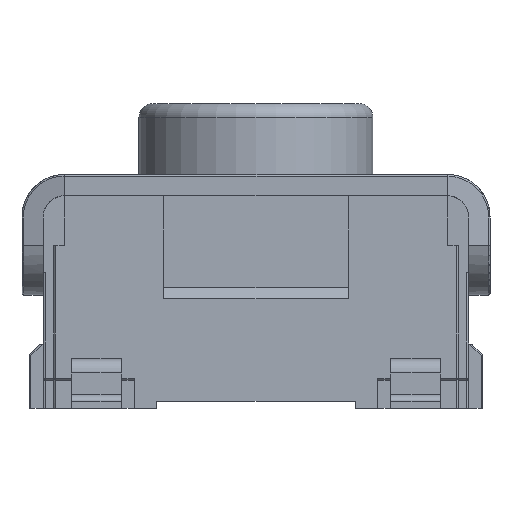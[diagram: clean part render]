
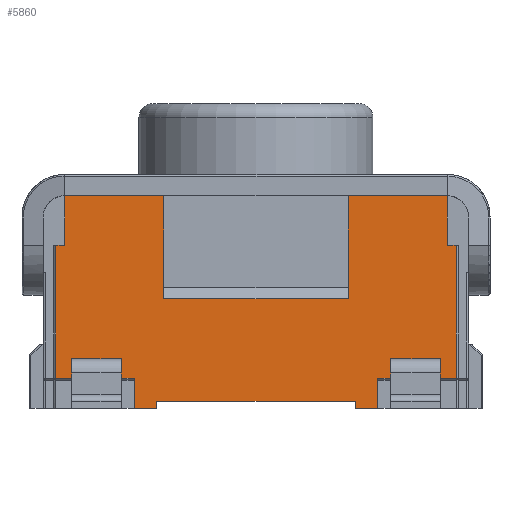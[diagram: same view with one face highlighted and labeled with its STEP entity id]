
A CAD part, left-side view. The second image highlights one B-rep face of the part: STEP entity #5860.
In plain terms, the highlighted planar face has unit normal (-1, 0, 0).
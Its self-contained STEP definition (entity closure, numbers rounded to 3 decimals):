
#17=FACE_BOUND('',#2129,.T.);
#18=FACE_BOUND('',#2130,.T.);
#157=PLANE('',#6363);
#338=LINE('',#8257,#935);
#384=LINE('',#8419,#981);
#387=LINE('',#8426,#984);
#415=LINE('',#8501,#1012);
#483=LINE('',#8721,#1080);
#486=LINE('',#8728,#1083);
#645=LINE('',#9740,#1242);
#698=LINE('',#9855,#1295);
#699=LINE('',#9856,#1296);
#700=LINE('',#9858,#1297);
#701=LINE('',#9860,#1298);
#702=LINE('',#9862,#1299);
#703=LINE('',#9864,#1300);
#704=LINE('',#9866,#1301);
#705=LINE('',#9868,#1302);
#706=LINE('',#9869,#1303);
#707=LINE('',#9870,#1304);
#708=LINE('',#9871,#1305);
#709=LINE('',#9872,#1306);
#710=LINE('',#9873,#1307);
#711=LINE('',#9876,#1308);
#712=LINE('',#9878,#1309);
#713=LINE('',#9880,#1310);
#714=LINE('',#9881,#1311);
#715=LINE('',#9884,#1312);
#716=LINE('',#9886,#1313);
#717=LINE('',#9888,#1314);
#718=LINE('',#9889,#1315);
#935=VECTOR('',#6599,10.);
#981=VECTOR('',#6741,10.);
#984=VECTOR('',#6748,10.);
#1012=VECTOR('',#6818,10.);
#1080=VECTOR('',#6994,10.);
#1083=VECTOR('',#7001,10.);
#1242=VECTOR('',#7532,10.);
#1295=VECTOR('',#7629,10.);
#1296=VECTOR('',#7630,10.);
#1297=VECTOR('',#7631,10.);
#1298=VECTOR('',#7632,10.);
#1299=VECTOR('',#7633,10.);
#1300=VECTOR('',#7634,10.);
#1301=VECTOR('',#7635,10.);
#1302=VECTOR('',#7636,10.);
#1303=VECTOR('',#7637,10.);
#1304=VECTOR('',#7638,10.);
#1305=VECTOR('',#7639,10.);
#1306=VECTOR('',#7640,10.);
#1307=VECTOR('',#7641,10.);
#1308=VECTOR('',#7642,10.);
#1309=VECTOR('',#7643,10.);
#1310=VECTOR('',#7644,10.);
#1311=VECTOR('',#7645,10.);
#1312=VECTOR('',#7646,10.);
#1313=VECTOR('',#7647,10.);
#1314=VECTOR('',#7648,10.);
#1315=VECTOR('',#7649,10.);
#1803=FACE_OUTER_BOUND('',#2128,.T.);
#2128=EDGE_LOOP('',(#4820,#4821,#4822,#4823,#4824,#4825,#4826,#4827,#4828,
#4829,#4830,#4831,#4832,#4833,#4834,#4835,#4836,#4837,#4838,#4839));
#2129=EDGE_LOOP('',(#4840,#4841,#4842,#4843));
#2130=EDGE_LOOP('',(#4844,#4845,#4846,#4847));
#2458=VERTEX_POINT('',#8254);
#2459=VERTEX_POINT('',#8256);
#2501=VERTEX_POINT('',#8412);
#2503=VERTEX_POINT('',#8417);
#2504=VERTEX_POINT('',#8422);
#2530=VERTEX_POINT('',#8498);
#2531=VERTEX_POINT('',#8500);
#2603=VERTEX_POINT('',#8714);
#2605=VERTEX_POINT('',#8719);
#2606=VERTEX_POINT('',#8724);
#2793=VERTEX_POINT('',#9737);
#2794=VERTEX_POINT('',#9739);
#2813=VERTEX_POINT('',#9796);
#2834=VERTEX_POINT('',#9854);
#2835=VERTEX_POINT('',#9857);
#2836=VERTEX_POINT('',#9859);
#2837=VERTEX_POINT('',#9861);
#2838=VERTEX_POINT('',#9863);
#2839=VERTEX_POINT('',#9865);
#2840=VERTEX_POINT('',#9867);
#2841=VERTEX_POINT('',#9874);
#2842=VERTEX_POINT('',#9875);
#2843=VERTEX_POINT('',#9877);
#2844=VERTEX_POINT('',#9879);
#2845=VERTEX_POINT('',#9882);
#2846=VERTEX_POINT('',#9883);
#2847=VERTEX_POINT('',#9885);
#2848=VERTEX_POINT('',#9887);
#3003=EDGE_CURVE('',#2458,#2459,#338,.T.);
#3073=EDGE_CURVE('',#2503,#2501,#384,.T.);
#3077=EDGE_CURVE('',#2501,#2504,#387,.T.);
#3114=EDGE_CURVE('',#2530,#2531,#415,.T.);
#3213=EDGE_CURVE('',#2605,#2603,#483,.T.);
#3217=EDGE_CURVE('',#2603,#2606,#486,.T.);
#3508=EDGE_CURVE('',#2794,#2793,#645,.T.);
#3570=EDGE_CURVE('',#2834,#2503,#698,.T.);
#3571=EDGE_CURVE('',#2834,#2813,#699,.T.);
#3572=EDGE_CURVE('',#2835,#2813,#700,.T.);
#3573=EDGE_CURVE('',#2835,#2836,#701,.T.);
#3574=EDGE_CURVE('',#2837,#2836,#702,.T.);
#3575=EDGE_CURVE('',#2837,#2838,#703,.T.);
#3576=EDGE_CURVE('',#2839,#2838,#704,.T.);
#3577=EDGE_CURVE('',#2839,#2840,#705,.T.);
#3578=EDGE_CURVE('',#2606,#2840,#706,.T.);
#3579=EDGE_CURVE('',#2605,#2531,#707,.T.);
#3580=EDGE_CURVE('',#2530,#2794,#708,.T.);
#3581=EDGE_CURVE('',#2793,#2459,#709,.T.);
#3582=EDGE_CURVE('',#2458,#2504,#710,.T.);
#3583=EDGE_CURVE('',#2841,#2842,#711,.T.);
#3584=EDGE_CURVE('',#2842,#2843,#712,.T.);
#3585=EDGE_CURVE('',#2843,#2844,#713,.T.);
#3586=EDGE_CURVE('',#2844,#2841,#714,.T.);
#3587=EDGE_CURVE('',#2845,#2846,#715,.T.);
#3588=EDGE_CURVE('',#2846,#2847,#716,.T.);
#3589=EDGE_CURVE('',#2847,#2848,#717,.T.);
#3590=EDGE_CURVE('',#2848,#2845,#718,.T.);
#4820=ORIENTED_EDGE('',*,*,#3073,.F.);
#4821=ORIENTED_EDGE('',*,*,#3570,.F.);
#4822=ORIENTED_EDGE('',*,*,#3571,.T.);
#4823=ORIENTED_EDGE('',*,*,#3572,.F.);
#4824=ORIENTED_EDGE('',*,*,#3573,.T.);
#4825=ORIENTED_EDGE('',*,*,#3574,.F.);
#4826=ORIENTED_EDGE('',*,*,#3575,.T.);
#4827=ORIENTED_EDGE('',*,*,#3576,.F.);
#4828=ORIENTED_EDGE('',*,*,#3577,.T.);
#4829=ORIENTED_EDGE('',*,*,#3578,.F.);
#4830=ORIENTED_EDGE('',*,*,#3217,.F.);
#4831=ORIENTED_EDGE('',*,*,#3213,.F.);
#4832=ORIENTED_EDGE('',*,*,#3579,.T.);
#4833=ORIENTED_EDGE('',*,*,#3114,.F.);
#4834=ORIENTED_EDGE('',*,*,#3580,.T.);
#4835=ORIENTED_EDGE('',*,*,#3508,.T.);
#4836=ORIENTED_EDGE('',*,*,#3581,.T.);
#4837=ORIENTED_EDGE('',*,*,#3003,.F.);
#4838=ORIENTED_EDGE('',*,*,#3582,.T.);
#4839=ORIENTED_EDGE('',*,*,#3077,.F.);
#4840=ORIENTED_EDGE('',*,*,#3583,.T.);
#4841=ORIENTED_EDGE('',*,*,#3584,.T.);
#4842=ORIENTED_EDGE('',*,*,#3585,.T.);
#4843=ORIENTED_EDGE('',*,*,#3586,.T.);
#4844=ORIENTED_EDGE('',*,*,#3587,.T.);
#4845=ORIENTED_EDGE('',*,*,#3588,.T.);
#4846=ORIENTED_EDGE('',*,*,#3589,.T.);
#4847=ORIENTED_EDGE('',*,*,#3590,.T.);
#5860=ADVANCED_FACE('',(#1803,#17,#18),#157,.T.);
#6363=AXIS2_PLACEMENT_3D('',#9853,#7627,#7628);
#6599=DIRECTION('',(0.,1.,0.));
#6741=DIRECTION('',(0.,0.,-1.));
#6748=DIRECTION('',(0.,1.,0.));
#6818=DIRECTION('',(0.,1.,0.));
#6994=DIRECTION('',(0.,1.,0.));
#7001=DIRECTION('',(0.,0.,1.));
#7532=DIRECTION('',(0.,-1.,0.));
#7627=DIRECTION('center_axis',(-1.,0.,0.));
#7628=DIRECTION('ref_axis',(0.,-1.,0.));
#7629=DIRECTION('',(0.,-1.,0.));
#7630=DIRECTION('',(0.,0.,1.));
#7631=DIRECTION('',(0.,-1.,0.));
#7632=DIRECTION('',(0.,0.,-1.));
#7633=DIRECTION('',(0.,-1.,0.));
#7634=DIRECTION('',(0.,0.,1.));
#7635=DIRECTION('',(0.,-1.,0.));
#7636=DIRECTION('',(0.,0.,-1.));
#7637=DIRECTION('',(0.,-1.,0.));
#7638=DIRECTION('',(0.,0.,-1.));
#7639=DIRECTION('',(0.,0.,1.));
#7640=DIRECTION('',(0.,0.,-1.));
#7641=DIRECTION('',(0.,0.,1.));
#7642=DIRECTION('',(0.,0.,1.));
#7643=DIRECTION('',(0.,-1.,0.));
#7644=DIRECTION('',(0.,0.,-1.));
#7645=DIRECTION('',(0.,1.,0.));
#7646=DIRECTION('',(0.,0.,-1.));
#7647=DIRECTION('',(0.,1.,0.));
#7648=DIRECTION('',(0.,0.,1.));
#7649=DIRECTION('',(0.,-1.,0.));
#8254=CARTESIAN_POINT('',(-3.,-1.72,0.));
#8256=CARTESIAN_POINT('',(-3.,-1.402,0.));
#8257=CARTESIAN_POINT('',(-3.,3.,0.));
#8412=CARTESIAN_POINT('',(-3.,-2.825,0.425));
#8417=CARTESIAN_POINT('',(-3.,-2.825,2.3));
#8419=CARTESIAN_POINT('',(-3.,-2.825,0.2));
#8422=CARTESIAN_POINT('',(-3.,-1.72,0.425));
#8426=CARTESIAN_POINT('',(-3.,0.64,0.425));
#8498=CARTESIAN_POINT('',(-3.,1.402,0.));
#8500=CARTESIAN_POINT('',(-3.,1.72,0.));
#8501=CARTESIAN_POINT('',(-3.,3.,0.));
#8714=CARTESIAN_POINT('',(-3.,2.825,0.425));
#8719=CARTESIAN_POINT('',(-3.,1.72,0.425));
#8721=CARTESIAN_POINT('',(-3.,3.,0.425));
#8724=CARTESIAN_POINT('',(-3.,2.825,2.3));
#8728=CARTESIAN_POINT('',(-3.,2.825,1.15));
#9737=CARTESIAN_POINT('',(-3.,-1.402,0.1));
#9739=CARTESIAN_POINT('',(-3.,1.402,0.1));
#9740=CARTESIAN_POINT('',(-3.,0.799,0.1));
#9796=CARTESIAN_POINT('',(-3.,-2.7,3.));
#9853=CARTESIAN_POINT('Origin',(-3.,3.,0.));
#9854=CARTESIAN_POINT('',(-3.,-2.7,2.3));
#9855=CARTESIAN_POINT('',(-3.,-0.15,2.3));
#9856=CARTESIAN_POINT('',(-3.,-2.7,1.65));
#9857=CARTESIAN_POINT('',(-3.,-1.3,3.));
#9858=CARTESIAN_POINT('',(-3.,-0.642,3.));
#9859=CARTESIAN_POINT('',(-3.,-1.3,1.55));
#9860=CARTESIAN_POINT('',(-3.,-1.3,1.5));
#9861=CARTESIAN_POINT('',(-3.,1.3,1.55));
#9862=CARTESIAN_POINT('',(-3.,0.85,1.55));
#9863=CARTESIAN_POINT('',(-3.,1.3,3.));
#9864=CARTESIAN_POINT('',(-3.,1.3,0.85));
#9865=CARTESIAN_POINT('',(-3.,2.7,3.));
#9866=CARTESIAN_POINT('',(-3.,-0.642,3.));
#9867=CARTESIAN_POINT('',(-3.,2.7,2.3));
#9868=CARTESIAN_POINT('',(-3.,2.7,1.65));
#9869=CARTESIAN_POINT('',(-3.,-0.15,2.3));
#9870=CARTESIAN_POINT('',(-3.,1.72,0.2));
#9871=CARTESIAN_POINT('',(-3.,1.402,0.05));
#9872=CARTESIAN_POINT('',(-3.,-1.402,0.));
#9873=CARTESIAN_POINT('',(-3.,-1.72,0.));
#9874=CARTESIAN_POINT('',(-3.,-1.9,0.6));
#9875=CARTESIAN_POINT('',(-3.,-1.9,0.7));
#9876=CARTESIAN_POINT('',(-3.,-1.9,0.75));
#9877=CARTESIAN_POINT('',(-3.,-2.6,0.7));
#9878=CARTESIAN_POINT('',(-3.,0.375,0.7));
#9879=CARTESIAN_POINT('',(-3.,-2.6,0.6));
#9880=CARTESIAN_POINT('',(-3.,-2.6,0.75));
#9881=CARTESIAN_POINT('',(-3.,0.375,0.6));
#9882=CARTESIAN_POINT('',(-3.,1.9,0.7));
#9883=CARTESIAN_POINT('',(-3.,1.9,0.6));
#9884=CARTESIAN_POINT('',(-3.,1.9,0.75));
#9885=CARTESIAN_POINT('',(-3.,2.6,0.6));
#9886=CARTESIAN_POINT('',(-3.,2.625,0.6));
#9887=CARTESIAN_POINT('',(-3.,2.6,0.7));
#9888=CARTESIAN_POINT('',(-3.,2.6,0.75));
#9889=CARTESIAN_POINT('',(-3.,2.625,0.7));
